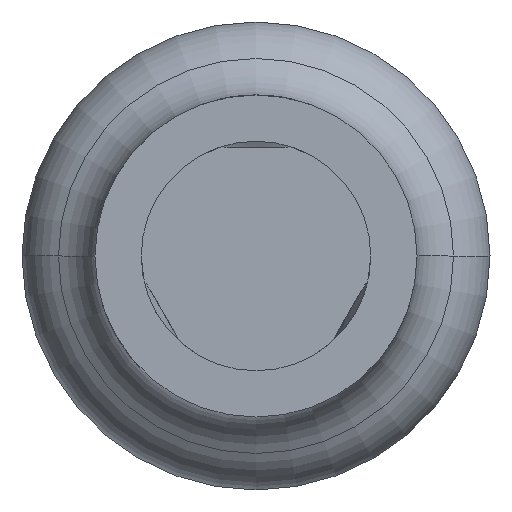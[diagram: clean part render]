
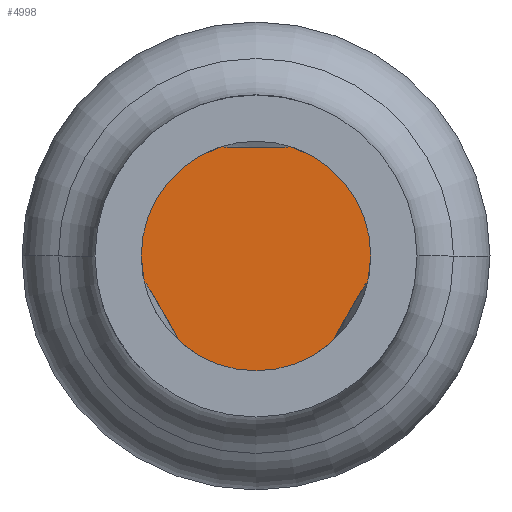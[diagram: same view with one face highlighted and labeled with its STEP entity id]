
A CAD part, front view. The second image highlights one B-rep face of the part: STEP entity #4998.
In plain terms, the highlighted planar face has unit normal (0, -1, 0).
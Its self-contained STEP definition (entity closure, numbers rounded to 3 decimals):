
#91 = EDGE_CURVE ( 'Defeature ausgef�hrt1_31+Defeature ausgef�hrt1_73+Defeature ausgef�hrt1_73+Defeature ausgef�hrt1_73', #1995, #2614, #220, .T. ) ;
#154 = CARTESIAN_POINT ( 'NONE',  ( -0.513, -24.7, 0. ) ) ;
#220 = CIRCLE ( 'NONE', #2669, 0.513 ) ;
#256 = DIRECTION ( 'NONE',  ( 1., 0., 0. ) ) ;
#299 = CARTESIAN_POINT ( 'NONE',  ( 0., -24.7, 0. ) ) ;
#410 = CIRCLE ( 'NONE', #3147, 0.513 ) ;
#870 = DIRECTION ( 'NONE',  ( 0., 1., 0. ) ) ;
#1840 = FACE_OUTER_BOUND ( 'NONE', #2483, .T. ) ;
#1995 = VERTEX_POINT ( 'NONE', #4778 ) ;
#2090 = CARTESIAN_POINT ( 'NONE',  ( 0., -24.7, 0. ) ) ;
#2111 = DIRECTION ( 'NONE',  ( -1., 0., 0. ) ) ;
#2483 = EDGE_LOOP ( 'NONE', ( #6650, #6763 ) ) ;
#2605 = CARTESIAN_POINT ( 'NONE',  ( 0., -24.7, 0. ) ) ;
#2614 = VERTEX_POINT ( 'NONE', #154 ) ;
#2669 = AXIS2_PLACEMENT_3D ( 'NONE', #2605, #4767, #6978 ) ;
#2673 = PLANE ( 'NONE',  #5420 ) ;
#3147 = AXIS2_PLACEMENT_3D ( 'NONE', #299, #870, #256 ) ;
#4767 = DIRECTION ( 'NONE',  ( 0., 1., 0. ) ) ;
#4778 = CARTESIAN_POINT ( 'NONE',  ( 0.513, -24.7, 0. ) ) ;
#4998 = ADVANCED_FACE ( 'Defeature ausgef�hrt1_73', ( #1840 ), #2673, .F. ) ;
#5420 = AXIS2_PLACEMENT_3D ( 'NONE', #2090, #6449, #2111 ) ;
#6449 = DIRECTION ( 'NONE',  ( 0., 1., 0. ) ) ;
#6650 = ORIENTED_EDGE ( 'NONE', *, *, #6690, .F. ) ;
#6690 = EDGE_CURVE ( 'Defeature ausgef�hrt1_31+Defeature ausgef�hrt1_73+Defeature ausgef�hrt1_73+Defeature ausgef�hrt1_73', #2614, #1995, #410, .T. ) ;
#6763 = ORIENTED_EDGE ( 'NONE', *, *, #91, .F. ) ;
#6978 = DIRECTION ( 'NONE',  ( 1., 0., 0. ) ) ;
